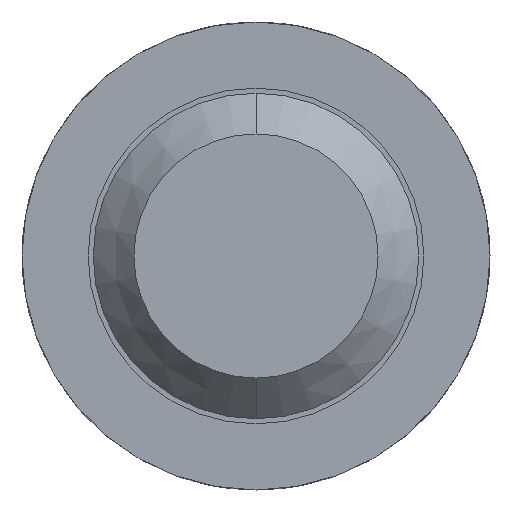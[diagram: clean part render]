
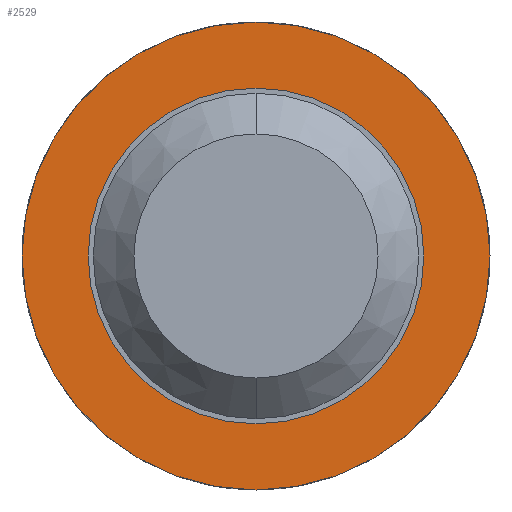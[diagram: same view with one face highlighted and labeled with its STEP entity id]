
A CAD part, front view. The second image highlights one B-rep face of the part: STEP entity #2529.
In plain terms, the highlighted planar face has unit normal (0, -1, 0).
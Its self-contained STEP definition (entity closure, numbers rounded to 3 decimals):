
#71 = VERTEX_POINT ( 'NONE', #3837 ) ;
#144 = DIRECTION ( 'NONE',  ( 0., 0., 1. ) ) ;
#153 = VERTEX_POINT ( 'NONE', #2449 ) ;
#421 = DIRECTION ( 'NONE',  ( 0., 0., 1. ) ) ;
#654 = EDGE_LOOP ( 'NONE', ( #4462, #2827 ) ) ;
#746 = CIRCLE ( 'NONE', #1699, 1.15 ) ;
#809 = FACE_OUTER_BOUND ( 'NONE', #654, .T. ) ;
#1292 = CARTESIAN_POINT ( 'NONE',  ( 0., -1.5, 0. ) ) ;
#1341 = VERTEX_POINT ( 'NONE', #1615 ) ;
#1373 = AXIS2_PLACEMENT_3D ( 'NONE', #1292, #2713, #3826 ) ;
#1545 = DIRECTION ( 'NONE',  ( 0., 1., 0. ) ) ;
#1615 = CARTESIAN_POINT ( 'NONE',  ( 0., -1.5, 1.15 ) ) ;
#1699 = AXIS2_PLACEMENT_3D ( 'NONE', #4543, #3809, #1997 ) ;
#1782 = CARTESIAN_POINT ( 'NONE',  ( 0.825, -1.5, 0. ) ) ;
#1957 = DIRECTION ( 'NONE',  ( 0., 1., 0. ) ) ;
#1997 = DIRECTION ( 'NONE',  ( 0., 0., 1. ) ) ;
#2014 = EDGE_LOOP ( 'NONE', ( #3280, #2703 ) ) ;
#2241 = FACE_BOUND ( 'NONE', #2014, .T. ) ;
#2263 = CARTESIAN_POINT ( 'NONE',  ( 0., -1.5, 0. ) ) ;
#2354 = CIRCLE ( 'NONE', #1373, 0.825 ) ;
#2449 = CARTESIAN_POINT ( 'NONE',  ( 0., -1.5, 0.825 ) ) ;
#2501 = AXIS2_PLACEMENT_3D ( 'NONE', #1782, #3247, #3915 ) ;
#2529 = ADVANCED_FACE ( 'Defeature ausgef�hrt4_48', ( #809, #2241 ), #3534, .F. ) ;
#2554 = CARTESIAN_POINT ( 'NONE',  ( 0., -1.5, -1.15 ) ) ;
#2701 = CARTESIAN_POINT ( 'NONE',  ( 0., -1.5, 0. ) ) ;
#2703 = ORIENTED_EDGE ( 'NONE', *, *, #3851, .T. ) ;
#2713 = DIRECTION ( 'NONE',  ( 0., 1., 0. ) ) ;
#2803 = AXIS2_PLACEMENT_3D ( 'NONE', #2263, #1545, #421 ) ;
#2827 = ORIENTED_EDGE ( 'NONE', *, *, #3941, .F. ) ;
#2855 = CIRCLE ( 'NONE', #4276, 1.15 ) ;
#2921 = EDGE_CURVE ( 'Defeature ausgef�hrt4_44+Defeature ausgef�hrt4_48+Defeature ausgef�hrt4_48+Defeature ausgef�hrt4_48', #1341, #4195, #746, .T. ) ;
#2986 = EDGE_CURVE ( 'Defeature ausgef�hrt4_48+Defeature ausgef�hrt4_47+Defeature ausgef�hrt4_47+Defeature ausgef�hrt4_47', #153, #71, #2354, .T. ) ;
#3090 = CIRCLE ( 'NONE', #2803, 0.825 ) ;
#3247 = DIRECTION ( 'NONE',  ( 0., 1., 0. ) ) ;
#3280 = ORIENTED_EDGE ( 'NONE', *, *, #2986, .T. ) ;
#3534 = PLANE ( 'NONE',  #2501 ) ;
#3809 = DIRECTION ( 'NONE',  ( 0., 1., 0. ) ) ;
#3826 = DIRECTION ( 'NONE',  ( 0., 0., 1. ) ) ;
#3837 = CARTESIAN_POINT ( 'NONE',  ( 0., -1.5, -0.825 ) ) ;
#3851 = EDGE_CURVE ( 'Defeature ausgef�hrt4_48+Defeature ausgef�hrt4_47+Defeature ausgef�hrt4_47+Defeature ausgef�hrt4_47', #71, #153, #3090, .T. ) ;
#3915 = DIRECTION ( 'NONE',  ( 0., 0., 1. ) ) ;
#3941 = EDGE_CURVE ( 'Defeature ausgef�hrt4_44+Defeature ausgef�hrt4_48+Defeature ausgef�hrt4_48+Defeature ausgef�hrt4_48', #4195, #1341, #2855, .T. ) ;
#4195 = VERTEX_POINT ( 'NONE', #2554 ) ;
#4276 = AXIS2_PLACEMENT_3D ( 'NONE', #2701, #1957, #144 ) ;
#4462 = ORIENTED_EDGE ( 'NONE', *, *, #2921, .F. ) ;
#4543 = CARTESIAN_POINT ( 'NONE',  ( 0., -1.5, 0. ) ) ;
